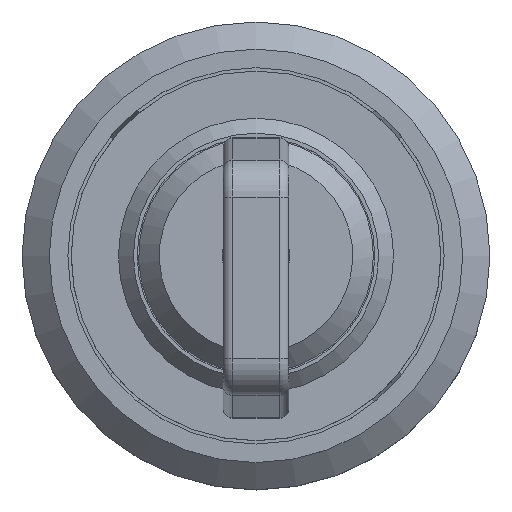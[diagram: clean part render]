
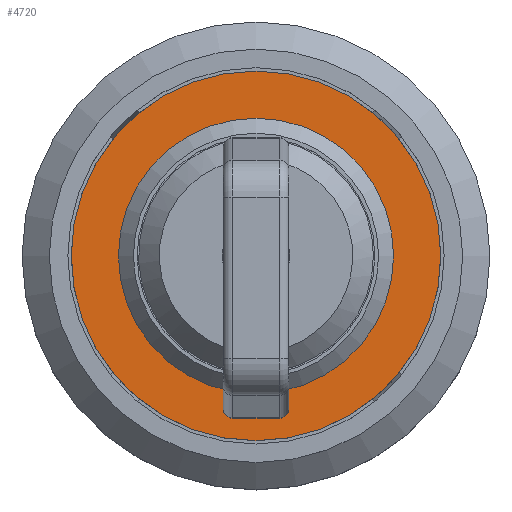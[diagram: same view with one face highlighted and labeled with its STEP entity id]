
A CAD part, top view. The second image highlights one B-rep face of the part: STEP entity #4720.
In plain terms, the highlighted planar face has unit normal (0, 0, 1).
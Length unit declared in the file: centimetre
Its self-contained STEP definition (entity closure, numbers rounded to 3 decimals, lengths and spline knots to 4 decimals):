
#928=PLANE('',#5172);
#1048=FACE_BOUND('',#1584,.T.);
#1245=FACE_OUTER_BOUND('',#1583,.T.);
#1583=EDGE_LOOP('',(#3985));
#1584=EDGE_LOOP('',(#3986));
#1745=CIRCLE('',#4929,0.9835);
#1840=CIRCLE('',#5164,0.7325);
#2041=VERTEX_POINT('',#7201);
#2244=VERTEX_POINT('',#10481);
#2526=EDGE_CURVE('',#2041,#2041,#1745,.T.);
#2842=EDGE_CURVE('',#2244,#2244,#1840,.T.);
#3985=ORIENTED_EDGE('',*,*,#2526,.F.);
#3986=ORIENTED_EDGE('',*,*,#2842,.T.);
#4720=ADVANCED_FACE('',(#1245,#1048),#928,.T.);
#4929=AXIS2_PLACEMENT_3D('',#7202,#5635,#5636);
#5164=AXIS2_PLACEMENT_3D('',#10482,#6252,#6253);
#5172=AXIS2_PLACEMENT_3D('',#10494,#6268,#6269);
#5635=DIRECTION('center_axis',(0.,0.,
-1.));
#5636=DIRECTION('ref_axis',(1.,0.,0.));
#6252=DIRECTION('center_axis',(0.,0.,
-1.));
#6253=DIRECTION('ref_axis',(1.,0.,0.));
#6268=DIRECTION('center_axis',(0.,0.,
1.));
#6269=DIRECTION('ref_axis',(0.,-1.,0.));
#7201=CARTESIAN_POINT('',(0.9835,0.,2.628));
#7202=CARTESIAN_POINT('Origin',(0.,0.,
2.628));
#10481=CARTESIAN_POINT('',(0.7325,0.,2.628));
#10482=CARTESIAN_POINT('Origin',(0.,0.,
2.628));
#10494=CARTESIAN_POINT('Origin',(0.858,0.,2.628));
